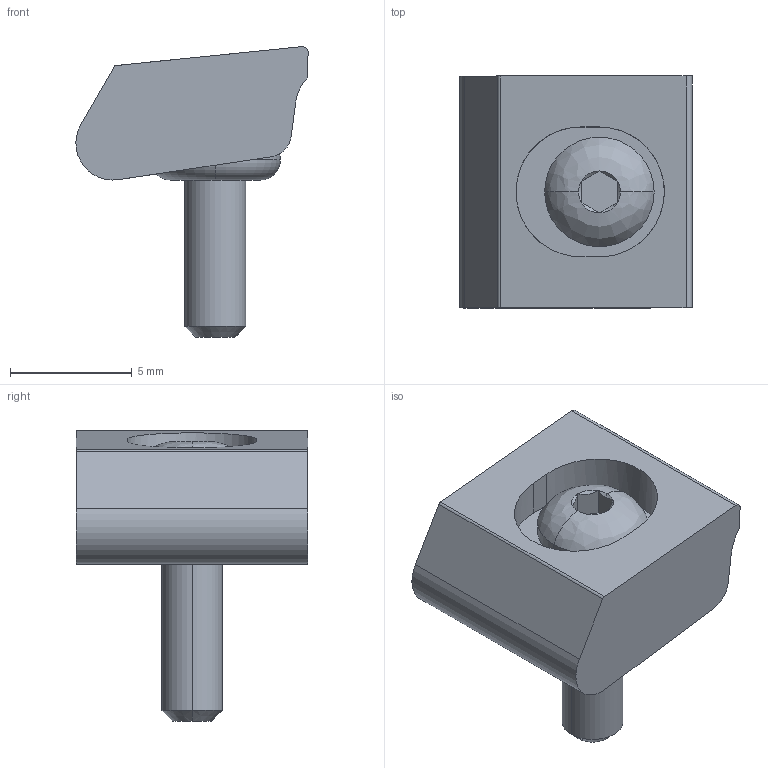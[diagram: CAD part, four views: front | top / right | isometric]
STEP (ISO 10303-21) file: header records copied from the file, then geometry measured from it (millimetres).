
FILE_DESCRIPTION (( 'STEP AP203' ), '1' );
FILE_NAME ('mbsc025c.STEP', '2021-10-26T02:39:38', ( '' ), ( '' ), 'SwSTEP 2.0', 'SolidWorks 2020', '' );
FILE_SCHEMA (( 'CONFIG_CONTROL_DESIGN' ));
Length unit declared in the file: millimetre
Products named in the file (4): mbsc025c_01; mbsc025c_03; mbsc025c_02; mbsc025c
Assembly tree (3 placements, depth 2):
  mbsc025c
    mbsc025c_01
    mbsc025c_02
    mbsc025c_03
Bounding box: 9.54 x 9.53 x 11.94 mm (x, y, z)
Volume: 392.3 mm3; surface area: 548.5 mm2
Topology: 3 solids, 3 shells, 50 faces, 123 edges, 79 vertices
Faces by surface type: plane 21, cylinder 14, cone 9, torus 4, bspline 2
Entity records: 1960 total; most frequent: CARTESIAN_POINT 383, DIRECTION 248, ORIENTED_EDGE 246, EDGE_CURVE 123, AXIS2_PLACEMENT_3D 96, VERTEX_POINT 79, LINE 56, VECTOR 56
